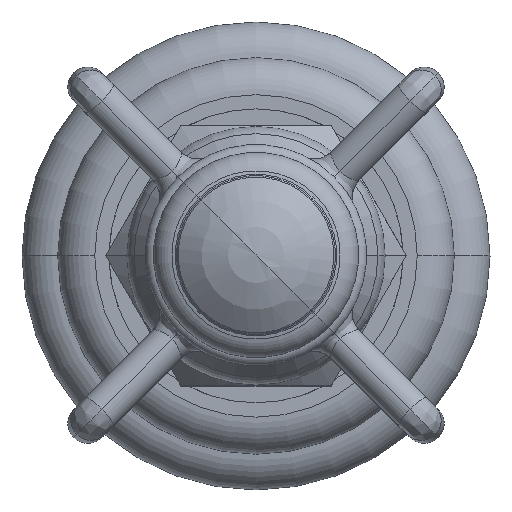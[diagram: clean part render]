
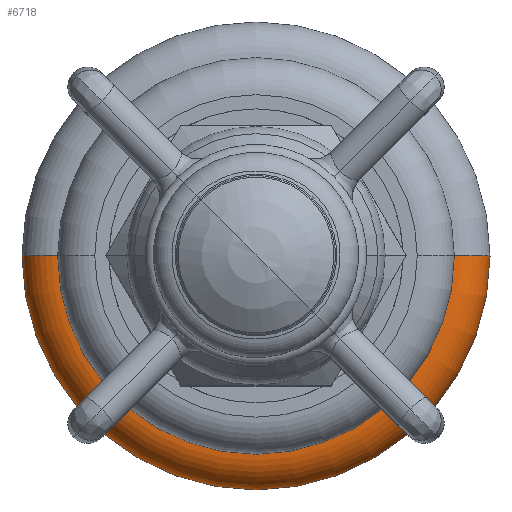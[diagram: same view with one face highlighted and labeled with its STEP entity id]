
A CAD part, top view. The second image highlights one B-rep face of the part: STEP entity #6718.
In plain terms, the highlighted toroidal (fillet/blend) face has major radius 25.219 mm and minor radius 4.753 mm.
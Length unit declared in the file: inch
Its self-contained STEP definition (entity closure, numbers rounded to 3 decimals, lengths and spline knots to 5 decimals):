
#1980=CARTESIAN_POINT('',(0.,0.,0.187));
#1981=DIRECTION('',(0.,0.,-1.));
#1982=DIRECTION('',(1.,0.,0.));
#1983=AXIS2_PLACEMENT_3D('',#1980,#1981,#1982);
#1985=CARTESIAN_POINT('',(0.,0.,0.));
#1986=DIRECTION('',(0.,0.,-1.));
#1987=DIRECTION('',(1.,0.,0.));
#1988=AXIS2_PLACEMENT_3D('',#1985,#1986,#1987);
#1995=CARTESIAN_POINT('',(0.99286,0.,0.));
#1996=DIRECTION('',(0.,-1.,0.));
#1997=DIRECTION('',(1.,0.,0.));
#1998=AXIS2_PLACEMENT_3D('',#1995,#1996,#1997);
#2000=CARTESIAN_POINT('',(-0.99286,0.,0.));
#2001=DIRECTION('',(0.,1.,0.));
#2002=DIRECTION('',(-1.,0.,0.));
#2003=AXIS2_PLACEMENT_3D('',#2000,#2001,#2002);
#2382=CARTESIAN_POINT('',(1.,0.,0.187));
#2384=VERTEX_POINT('',#2382);
#2386=CARTESIAN_POINT('',(-1.,0.,0.187));
#2388=VERTEX_POINT('',#2386);
#2394=CARTESIAN_POINT('',(1.18,0.,0.));
#2395=CARTESIAN_POINT('',(-1.18,0.,0.));
#2396=VERTEX_POINT('',#2394);
#2397=VERTEX_POINT('',#2395);
#6704=CARTESIAN_POINT('',(0.,0.,0.));
#6705=DIRECTION('',(0.,0.,-1.));
#6706=DIRECTION('',(-1.,0.,0.));
#6707=AXIS2_PLACEMENT_3D('',#6704,#6705,#6706);
#6708=TOROIDAL_SURFACE('',#6707,0.99286,0.18714);
#6710=ORIENTED_EDGE('',*,*,#6709,.T.);
#6712=ORIENTED_EDGE('',*,*,#6711,.T.);
#6713=ORIENTED_EDGE('',*,*,#6697,.F.);
#6715=ORIENTED_EDGE('',*,*,#6714,.F.);
#6716=EDGE_LOOP('',(#6710,#6712,#6713,#6715));
#6717=FACE_OUTER_BOUND('',#6716,.F.);
#6718=ADVANCED_FACE('',(#6717),#6708,.T.);
#1984=CIRCLE('',#1983,1.);
#1989=CIRCLE('',#1988,1.18);
#1999=CIRCLE('',#1998,0.18714);
#2004=CIRCLE('',#2003,0.18714);
#6697=EDGE_CURVE('',#2384,#2388,#1984,.T.);
#6709=EDGE_CURVE('',#2396,#2397,#1989,.T.);
#6711=EDGE_CURVE('',#2397,#2388,#2004,.T.);
#6714=EDGE_CURVE('',#2396,#2384,#1999,.T.);
